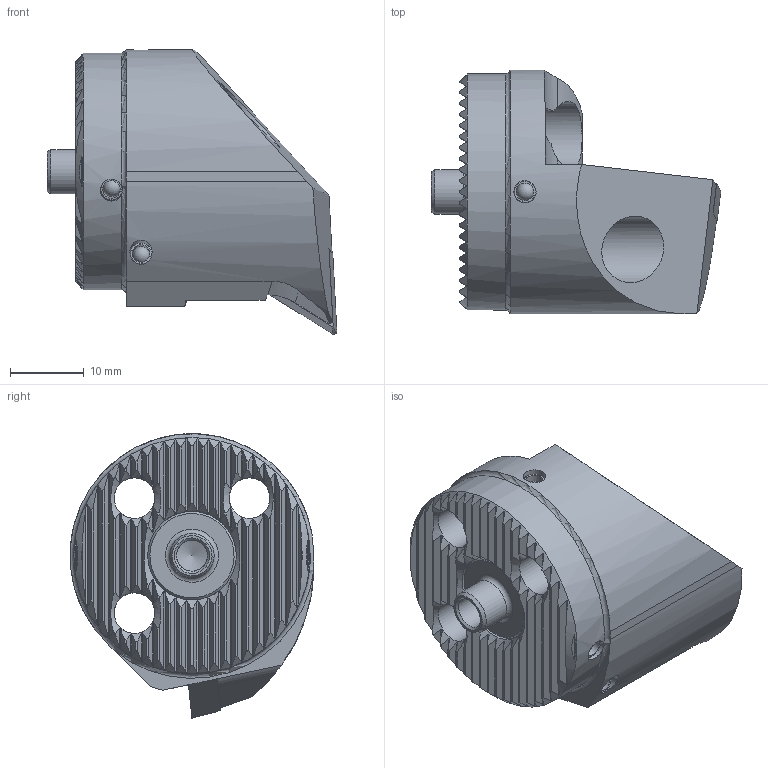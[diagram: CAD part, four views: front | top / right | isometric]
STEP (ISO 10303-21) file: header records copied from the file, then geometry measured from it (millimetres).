
FILE_DESCRIPTION (( 'STEP AP214' ), '1' );
FILE_NAME ('WK2.BDB.RUB.035.STEP', '2021-07-06T08:43:03', ( '' ), ( '' ), 'SwSTEP 2.0', 'SolidWorks 2017', '' );
FILE_SCHEMA (( 'AUTOMOTIVE_DESIGN' ));
Length unit declared in the file: millimetre
Products named in the file (7): WK2.BDB.RUB.035; WCB-ER2.001.009_A; WK2-ER1.001.012_A_Fertigbearbeitung; WK2-BDB.RUB.035_A; DCMT11T304; WKX-ER1.004.005_A_PreviewCfg; KVT_MB_600_030
Assembly tree (9 placements, depth 2):
  WK2.BDB.RUB.035
    WK2-BDB.RUB.035_A
    DCMT11T304
    WCB-ER2.001.009_A
    KVT_MB_600_030  x3
    WKX-ER1.004.005_A_PreviewCfg  x2
    WK2-ER1.001.012_A_Fertigbearbeitung
Bounding box: 39.2 x 33 x 38.51 mm (x, y, z)
Volume: 15899.3 mm3; surface area: 8311.5 mm2
Topology: 12 solids, 12 shells, 400 faces, 1057 edges, 674 vertices
Faces by surface type: plane 197, cylinder 102, cone 75, bspline 16, torus 6, sphere 4
Full cylindrical faces by diameter (mm): 1.7 x2, 2.381 x3, 2.5 x5, 3 x9, 3.3 x3, 4 x3, 4.2 x2, 4.4 x1, 4.5 x1, 5.25 x1, 5.5 x3, 6 x1, 6.1 x1, 9 x3, 12 x2, 32 x1
Entity records: 12857 total; most frequent: CARTESIAN_POINT 4686, ORIENTED_EDGE 1712, DIRECTION 1395, EDGE_CURVE 856, VERTEX_POINT 592, AXIS2_PLACEMENT_3D 554, EDGE_LOOP 450, FACE_OUTER_BOUND 392
